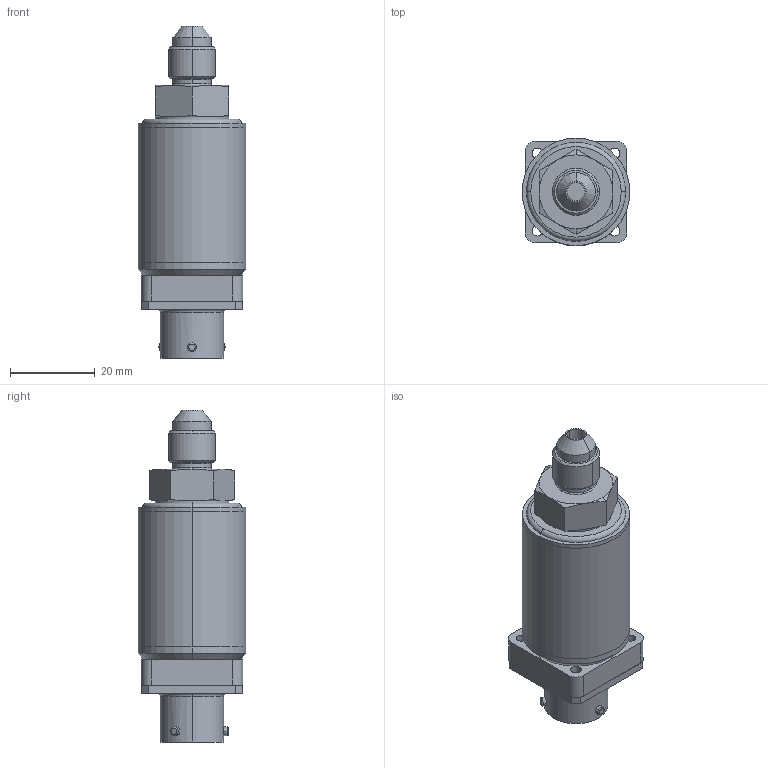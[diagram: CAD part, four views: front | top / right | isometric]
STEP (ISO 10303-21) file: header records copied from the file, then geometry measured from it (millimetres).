
FILE_DESCRIPTION(('Creo Elements/Direct Modeling STEP Export'),'2;1');
FILE_NAME('HI3000.stp','2023-08-24T12:59:12',(''),(''),'Creo Elements/Direct Modeling STEP processor for AP214 (Solid Model)','Creo Elements/Direct Modeling 20.1B 02-Apr-2019 (C) Parametric Technology GmbH','');
FILE_SCHEMA(('AUTOMOTIVE_DESIGN { 1 0 10303 214 1 1 1 1 }'));
Length unit declared in the file: millimetre
Products named in the file (5): 9674; 9672; 9671; 7753-04; HI3000 series
Assembly tree (4 placements, depth 2):
  HI3000 series
    7753-04
    9671
    9672
    9674
Bounding box: 25.4 x 25.4 x 78.45 mm (x, y, z)
Volume: 18785.6 mm3; surface area: 13415.6 mm2
Topology: 4 solids, 5 shells, 220 faces, 507 edges, 319 vertices
Faces by surface type: cylinder 88, plane 76, cone 38, torus 18
Entity records: 7744 total; most frequent: CARTESIAN_POINT 1805, ORIENTED_EDGE 1066, DIRECTION 958, EDGE_CURVE 527, AXIS2_PLACEMENT_3D 370, VERTEX_POINT 335, EDGE_LOOP 274, FACE_OUTER_BOUND 230
